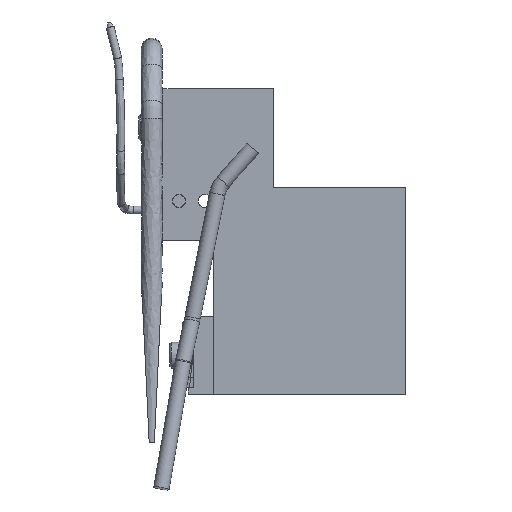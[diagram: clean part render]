
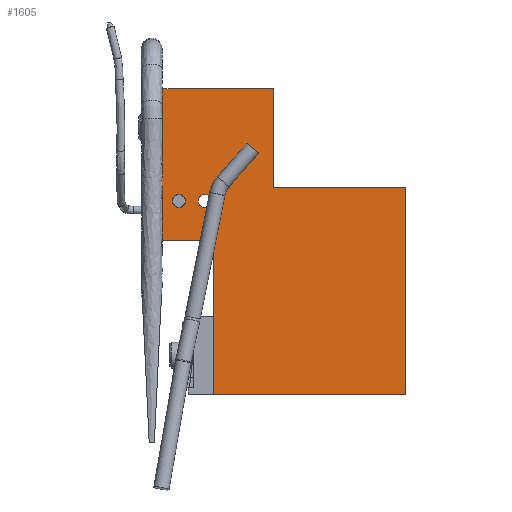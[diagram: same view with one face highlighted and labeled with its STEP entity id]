
A CAD part, left-side view. The second image highlights one B-rep face of the part: STEP entity #1605.
In plain terms, the highlighted planar face has unit normal (-1, 0, 0).
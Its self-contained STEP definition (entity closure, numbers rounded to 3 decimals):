
#56 = VERTEX_POINT('',#57);
#57 = CARTESIAN_POINT('',(0.,0.,80.));
#63 = EDGE_CURVE('',#64,#56,#66,.T.);
#64 = VERTEX_POINT('',#65);
#65 = CARTESIAN_POINT('',(0.,0.,0.));
#66 = LINE('',#67,#68);
#67 = CARTESIAN_POINT('',(0.,0.,0.));
#68 = VECTOR('',#69,1.);
#69 = DIRECTION('',(0.,0.,1.));
#220 = VERTEX_POINT('',#221);
#221 = CARTESIAN_POINT('',(0.,94.,90.5));
#227 = EDGE_CURVE('',#228,#220,#230,.T.);
#228 = VERTEX_POINT('',#229);
#229 = CARTESIAN_POINT('',(0.,94.,115.5));
#230 = LINE('',#231,#232);
#231 = CARTESIAN_POINT('',(0.,94.,115.5));
#232 = VECTOR('',#233,1.);
#233 = DIRECTION('',(0.,0.,-1.));
#355 = EDGE_CURVE('',#356,#358,#360,.T.);
#356 = VERTEX_POINT('',#357);
#357 = CARTESIAN_POINT('',(0.,77.5,77.13));
#358 = VERTEX_POINT('',#359);
#359 = CARTESIAN_POINT('',(0.,77.5,72.13));
#360 = CIRCLE('',#361,2.5);
#361 = AXIS2_PLACEMENT_3D('',#362,#363,#364);
#362 = CARTESIAN_POINT('',(0.,77.5,74.63));
#363 = DIRECTION('',(1.,-0.,0.));
#364 = DIRECTION('',(0.,0.,-1.));
#373 = EDGE_CURVE('',#358,#356,#374,.T.);
#374 = CIRCLE('',#375,2.5);
#375 = AXIS2_PLACEMENT_3D('',#376,#377,#378);
#376 = CARTESIAN_POINT('',(0.,77.5,74.63));
#377 = DIRECTION('',(1.,-0.,0.));
#378 = DIRECTION('',(0.,0.,-1.));
#412 = EDGE_CURVE('',#413,#415,#417,.T.);
#413 = VERTEX_POINT('',#414);
#414 = CARTESIAN_POINT('',(0.,87.5,77.13));
#415 = VERTEX_POINT('',#416);
#416 = CARTESIAN_POINT('',(0.,87.5,72.13));
#417 = CIRCLE('',#418,2.5);
#418 = AXIS2_PLACEMENT_3D('',#419,#420,#421);
#419 = CARTESIAN_POINT('',(0.,87.5,74.63));
#420 = DIRECTION('',(1.,-0.,0.));
#421 = DIRECTION('',(0.,0.,-1.));
#430 = EDGE_CURVE('',#415,#413,#431,.T.);
#431 = CIRCLE('',#432,2.5);
#432 = AXIS2_PLACEMENT_3D('',#433,#434,#435);
#433 = CARTESIAN_POINT('',(0.,87.5,74.63));
#434 = DIRECTION('',(1.,-0.,0.));
#435 = DIRECTION('',(0.,0.,-1.));
#1152 = VERTEX_POINT('',#1153);
#1153 = CARTESIAN_POINT('',(0.,51.,80.));
#1159 = EDGE_CURVE('',#56,#1152,#1160,.T.);
#1160 = LINE('',#1161,#1162);
#1161 = CARTESIAN_POINT('',(0.,0.,80.));
#1162 = VECTOR('',#1163,1.);
#1163 = DIRECTION('',(0.,1.,0.));
#1199 = VERTEX_POINT('',#1200);
#1200 = CARTESIAN_POINT('',(0.,96.,59.5));
#1206 = EDGE_CURVE('',#1199,#1207,#1209,.T.);
#1207 = VERTEX_POINT('',#1208);
#1208 = CARTESIAN_POINT('',(0.,96.,90.5));
#1209 = LINE('',#1210,#1211);
#1210 = CARTESIAN_POINT('',(0.,96.,59.5));
#1211 = VECTOR('',#1212,1.);
#1212 = DIRECTION('',(0.,0.,1.));
#1301 = VERTEX_POINT('',#1302);
#1302 = CARTESIAN_POINT('',(0.,51.,118.));
#1308 = EDGE_CURVE('',#1152,#1301,#1309,.T.);
#1309 = LINE('',#1310,#1311);
#1310 = CARTESIAN_POINT('',(0.,51.,80.));
#1311 = VECTOR('',#1312,1.);
#1312 = DIRECTION('',(0.,0.,1.));
#1466 = VERTEX_POINT('',#1467);
#1467 = CARTESIAN_POINT('',(0.,74.,0.));
#1473 = EDGE_CURVE('',#1474,#1466,#1476,.T.);
#1474 = VERTEX_POINT('',#1475);
#1475 = CARTESIAN_POINT('',(0.,74.,59.5));
#1476 = LINE('',#1477,#1478);
#1477 = CARTESIAN_POINT('',(0.,74.,59.5));
#1478 = VECTOR('',#1479,1.);
#1479 = DIRECTION('',(0.,0.,-1.));
#1498 = EDGE_CURVE('',#1499,#228,#1501,.T.);
#1499 = VERTEX_POINT('',#1500);
#1500 = CARTESIAN_POINT('',(0.,96.,115.5));
#1501 = LINE('',#1502,#1503);
#1502 = CARTESIAN_POINT('',(0.,96.,115.5));
#1503 = VECTOR('',#1504,1.);
#1504 = DIRECTION('',(0.,-1.,0.));
#1522 = EDGE_CURVE('',#220,#1207,#1523,.T.);
#1523 = LINE('',#1524,#1525);
#1524 = CARTESIAN_POINT('',(0.,94.,90.5));
#1525 = VECTOR('',#1526,1.);
#1526 = DIRECTION('',(0.,1.,0.));
#1537 = EDGE_CURVE('',#1199,#1474,#1538,.T.);
#1538 = LINE('',#1539,#1540);
#1539 = CARTESIAN_POINT('',(0.,96.,59.5));
#1540 = VECTOR('',#1541,1.);
#1541 = DIRECTION('',(0.,-1.,0.));
#1555 = EDGE_CURVE('',#1499,#1556,#1558,.T.);
#1556 = VERTEX_POINT('',#1557);
#1557 = CARTESIAN_POINT('',(0.,96.,118.));
#1558 = LINE('',#1559,#1560);
#1559 = CARTESIAN_POINT('',(0.,96.,115.5));
#1560 = VECTOR('',#1561,1.);
#1561 = DIRECTION('',(0.,0.,1.));
#1595 = EDGE_CURVE('',#1466,#64,#1596,.T.);
#1596 = LINE('',#1597,#1598);
#1597 = CARTESIAN_POINT('',(0.,74.,0.));
#1598 = VECTOR('',#1599,1.);
#1599 = DIRECTION('',(0.,-1.,0.));
#1605 = ADVANCED_FACE('',(#1606,#1625,#1629),#1633,.T.);
#1606 = FACE_BOUND('',#1607,.T.);
#1607 = EDGE_LOOP('',(#1608,#1609,#1610,#1611,#1612,#1613,#1614,#1615,
    #1616,#1617,#1618,#1624));
#1608 = ORIENTED_EDGE('',*,*,#1498,.T.);
#1609 = ORIENTED_EDGE('',*,*,#227,.T.);
#1610 = ORIENTED_EDGE('',*,*,#1522,.T.);
#1611 = ORIENTED_EDGE('',*,*,#1206,.F.);
#1612 = ORIENTED_EDGE('',*,*,#1537,.T.);
#1613 = ORIENTED_EDGE('',*,*,#1473,.T.);
#1614 = ORIENTED_EDGE('',*,*,#1595,.T.);
#1615 = ORIENTED_EDGE('',*,*,#63,.T.);
#1616 = ORIENTED_EDGE('',*,*,#1159,.T.);
#1617 = ORIENTED_EDGE('',*,*,#1308,.T.);
#1618 = ORIENTED_EDGE('',*,*,#1619,.T.);
#1619 = EDGE_CURVE('',#1301,#1556,#1620,.T.);
#1620 = LINE('',#1621,#1622);
#1621 = CARTESIAN_POINT('',(0.,51.,118.));
#1622 = VECTOR('',#1623,1.);
#1623 = DIRECTION('',(0.,1.,0.));
#1624 = ORIENTED_EDGE('',*,*,#1555,.F.);
#1625 = FACE_BOUND('',#1626,.T.);
#1626 = EDGE_LOOP('',(#1627,#1628));
#1627 = ORIENTED_EDGE('',*,*,#355,.T.);
#1628 = ORIENTED_EDGE('',*,*,#373,.T.);
#1629 = FACE_BOUND('',#1630,.T.);
#1630 = EDGE_LOOP('',(#1631,#1632));
#1631 = ORIENTED_EDGE('',*,*,#412,.T.);
#1632 = ORIENTED_EDGE('',*,*,#430,.T.);
#1633 = PLANE('',#1634);
#1634 = AXIS2_PLACEMENT_3D('',#1635,#1636,#1637);
#1635 = CARTESIAN_POINT('',(0.,0.,0.));
#1636 = DIRECTION('',(-1.,0.,0.));
#1637 = DIRECTION('',(0.,0.,1.));
